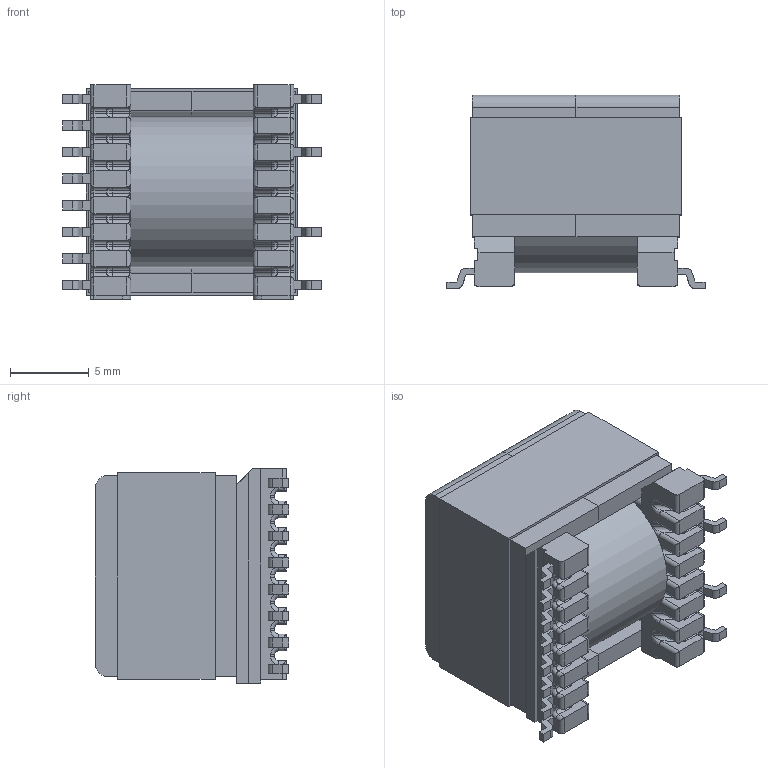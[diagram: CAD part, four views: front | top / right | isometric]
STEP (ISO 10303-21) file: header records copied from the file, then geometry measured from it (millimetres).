
FILE_DESCRIPTION (( 'STEP AP214' ), '1' );
FILE_NAME ('EP13_4483.STEP', '2021-07-01T20:17:39', ( '' ), ( '' ), 'SwSTEP 2.0', 'SolidWorks 2017', '' );
FILE_SCHEMA (( 'AUTOMOTIVE_DESIGN' ));
Length unit declared in the file: inch
Products named in the file (5): 070-4483_coil; 150-2363_6A; 440-9988-2363; 070-4483_6L; EP13_4483
Assembly tree (5 placements, depth 2):
  EP13_4483
    070-4483_6L
    070-4483_coil
    150-2363_6A  x2
    440-9988-2363
Bounding box: 16.42 x 12.27 x 13.64 mm (x, y, z)
Volume: 1729.7 mm3; surface area: 3262.8 mm2
Topology: 5 solids, 5 shells, 583 faces, 1433 edges, 848 vertices
Faces by surface type: plane 246, cylinder 244, bspline 58, torus 35
Entity records: 19092 total; most frequent: CARTESIAN_POINT 4529, ORIENTED_EDGE 2738, DIRECTION 2552, EDGE_CURVE 1369, LINE 874, VECTOR 874, AXIS2_PLACEMENT_3D 839, VERTEX_POINT 824
